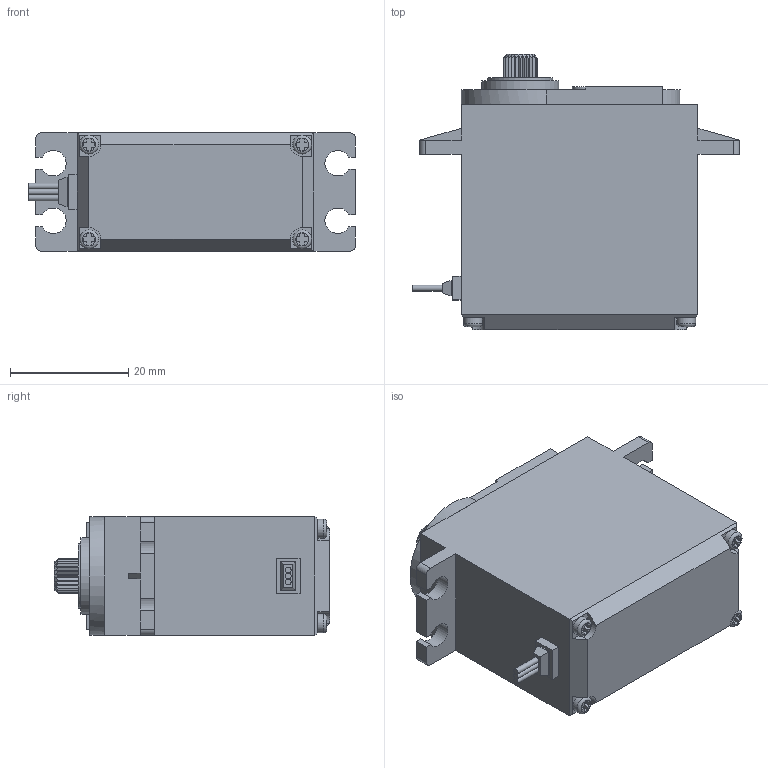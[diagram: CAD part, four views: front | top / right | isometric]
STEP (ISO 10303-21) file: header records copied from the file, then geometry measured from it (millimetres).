
FILE_DESCRIPTION(/* description */ (''),/* implementation_level */ '2;1');
FILE_NAME(/* name */ 'MG995 v1.step',/* time_stamp */ '2025-07-14T22:54:34-05:00',/* author */ (''),/* organization */ (''),/* preprocessor_version */ 'ST-DEVELOPER v20.1',/* originating_system */ 'Autodesk Translation Framework v14.10.0.0',/* authorisation */ '');
FILE_SCHEMA (('AUTOMOTIVE_DESIGN { 1 0 10303 214 3 1 1 }'));
Length unit declared in the file: millimetre
Products named in the file (1): MG995
Bounding box: 55.2 x 46.5 x 20 mm (x, y, z)
Volume: 32566.5 mm3; surface area: 7598 mm2
Topology: 35 solids, 35 shells, 752 faces, 1991 edges, 1320 vertices
Faces by surface type: plane 448, bspline 263, cylinder 36, torus 4, cone 1
Full cylindrical faces by diameter (mm): 1 x1, 2.5 x1, 3.2 x4, 6.5 x1, 11 x1, 13 x1
Entity records: 23431 total; most frequent: CARTESIAN_POINT 6529, ORIENTED_EDGE 3982, DIRECTION 2485, EDGE_CURVE 1991, LINE 1327, VECTOR 1327, VERTEX_POINT 1320, EDGE_LOOP 793
